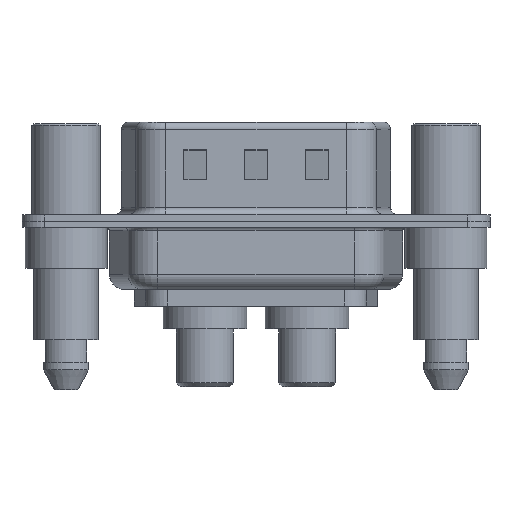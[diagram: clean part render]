
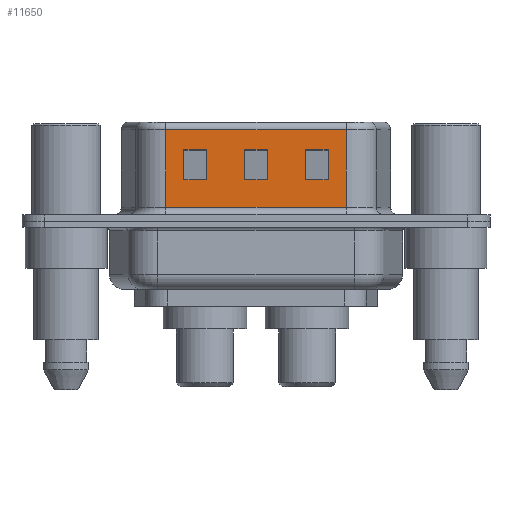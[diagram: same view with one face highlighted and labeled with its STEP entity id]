
A CAD part, front view. The second image highlights one B-rep face of the part: STEP entity #11650.
In plain terms, the highlighted planar face has unit normal (0, -1, 0).
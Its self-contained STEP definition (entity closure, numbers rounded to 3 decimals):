
#134 = FACE_BOUND ( 'NONE', #16841, .T. ) ;
#644 = EDGE_CURVE ( 'NONE', #9841, #2093, #2846, .T. ) ;
#801 = DIRECTION ( 'NONE',  ( 0., 0., -1. ) ) ;
#1170 = EDGE_LOOP ( 'NONE', ( #11878, #8165, #10627, #4412 ) ) ;
#1251 = DIRECTION ( 'NONE',  ( 1., 0., 0. ) ) ;
#1421 = LINE ( 'NONE', #15180, #4685 ) ;
#1438 = VECTOR ( 'NONE', #17213, 1000. ) ;
#1862 = CARTESIAN_POINT ( 'NONE',  ( 9.25, -4.58, 2.705 ) ) ;
#1887 = LINE ( 'NONE', #3675, #1438 ) ;
#1981 = DIRECTION ( 'NONE',  ( 1., 0., 0. ) ) ;
#2061 = VERTEX_POINT ( 'NONE', #15615 ) ;
#2092 = EDGE_CURVE ( 'NONE', #15891, #8947, #8002, .T. ) ;
#2093 = VERTEX_POINT ( 'NONE', #13316 ) ;
#2570 = CARTESIAN_POINT ( 'NONE',  ( 18.45, -4.58, 0.9 ) ) ;
#2645 = DIRECTION ( 'NONE',  ( 0., 1., 0. ) ) ;
#2846 = LINE ( 'NONE', #3435, #13378 ) ;
#2847 = VERTEX_POINT ( 'NONE', #17452 ) ;
#3185 = EDGE_CURVE ( 'NONE', #7400, #13138, #15461, .T. ) ;
#3226 = DIRECTION ( 'NONE',  ( 1., 0., 0. ) ) ;
#3435 = CARTESIAN_POINT ( 'NONE',  ( 15.75, -4.58, 6.52 ) ) ;
#3441 = VECTOR ( 'NONE', #801, 1000. ) ;
#3671 = VECTOR ( 'NONE', #16021, 1000. ) ;
#3675 = CARTESIAN_POINT ( 'NONE',  ( 17.25, -4.58, 6.52 ) ) ;
#3835 = EDGE_CURVE ( 'NONE', #7887, #9841, #13741, .T. ) ;
#4012 = CARTESIAN_POINT ( 'NONE',  ( 14.45, -4.58, 4.705 ) ) ;
#4294 = EDGE_CURVE ( 'NONE', #15202, #7860, #11815, .T. ) ;
#4412 = ORIENTED_EDGE ( 'NONE', *, *, #4294, .T. ) ;
#4685 = VECTOR ( 'NONE', #10493, 1000. ) ;
#4909 = ORIENTED_EDGE ( 'NONE', *, *, #644, .T. ) ;
#4965 = CARTESIAN_POINT ( 'NONE',  ( 13.25, -4.58, 6.52 ) ) ;
#5295 = LINE ( 'NONE', #12820, #16201 ) ;
#5484 = CARTESIAN_POINT ( 'NONE',  ( 14.45, -4.58, 2.705 ) ) ;
#5505 = ORIENTED_EDGE ( 'NONE', *, *, #6624, .T. ) ;
#5659 = VECTOR ( 'NONE', #7783, 1000. ) ;
#5676 = VERTEX_POINT ( 'NONE', #15029 ) ;
#5718 = VERTEX_POINT ( 'NONE', #7022 ) ;
#5784 = EDGE_CURVE ( 'NONE', #2061, #17644, #1421, .T. ) ;
#6400 = VECTOR ( 'NONE', #9943, 1000. ) ;
#6516 = DIRECTION ( 'NONE',  ( 0., 0., -1. ) ) ;
#6624 = EDGE_CURVE ( 'NONE', #10645, #2061, #15795, .T. ) ;
#6774 = ORIENTED_EDGE ( 'NONE', *, *, #2092, .T. ) ;
#6800 = PLANE ( 'NONE',  #12358 ) ;
#6948 = DIRECTION ( 'NONE',  ( 0., 0., 1. ) ) ;
#6971 = ORIENTED_EDGE ( 'NONE', *, *, #14495, .T. ) ;
#7022 = CARTESIAN_POINT ( 'NONE',  ( 13.25, -4.58, 4.705 ) ) ;
#7127 = FACE_OUTER_BOUND ( 'NONE', #16642, .T. ) ;
#7218 = LINE ( 'NONE', #12455, #17632 ) ;
#7244 = CARTESIAN_POINT ( 'NONE',  ( 18.45, -4.58, 6.02 ) ) ;
#7400 = VERTEX_POINT ( 'NONE', #7244 ) ;
#7423 = EDGE_CURVE ( 'NONE', #13789, #15202, #13640, .T. ) ;
#7502 = VECTOR ( 'NONE', #6516, 1000. ) ;
#7538 = FACE_BOUND ( 'NONE', #1170, .T. ) ;
#7547 = CARTESIAN_POINT ( 'NONE',  ( 18.45, -4.58, 0.9 ) ) ;
#7783 = DIRECTION ( 'NONE',  ( 0., 0., -1. ) ) ;
#7795 = CARTESIAN_POINT ( 'NONE',  ( 18.45, -4.58, 6.52 ) ) ;
#7801 = LINE ( 'NONE', #12967, #14627 ) ;
#7838 = CARTESIAN_POINT ( 'NONE',  ( 15.75, -4.58, 2.705 ) ) ;
#7842 = EDGE_CURVE ( 'NONE', #17644, #2847, #15321, .T. ) ;
#7860 = VERTEX_POINT ( 'NONE', #11014 ) ;
#7887 = VERTEX_POINT ( 'NONE', #17804 ) ;
#7928 = LINE ( 'NONE', #7795, #7502 ) ;
#7949 = ORIENTED_EDGE ( 'NONE', *, *, #12084, .T. ) ;
#8002 = LINE ( 'NONE', #2570, #10802 ) ;
#8165 = ORIENTED_EDGE ( 'NONE', *, *, #17787, .T. ) ;
#8191 = VECTOR ( 'NONE', #11132, 1000. ) ;
#8319 = ORIENTED_EDGE ( 'NONE', *, *, #3835, .T. ) ;
#8947 = VERTEX_POINT ( 'NONE', #7547 ) ;
#9037 = CARTESIAN_POINT ( 'NONE',  ( 22.45, -4.58, 2.705 ) ) ;
#9314 = LINE ( 'NONE', #11908, #5659 ) ;
#9622 = EDGE_CURVE ( 'NONE', #7860, #5718, #7801, .T. ) ;
#9810 = EDGE_CURVE ( 'NONE', #13138, #15891, #9314, .T. ) ;
#9841 = VERTEX_POINT ( 'NONE', #7838 ) ;
#9842 = ORIENTED_EDGE ( 'NONE', *, *, #7842, .T. ) ;
#9943 = DIRECTION ( 'NONE',  ( -1., 0., 0. ) ) ;
#10048 = ORIENTED_EDGE ( 'NONE', *, *, #5784, .T. ) ;
#10488 = ORIENTED_EDGE ( 'NONE', *, *, #9810, .T. ) ;
#10493 = DIRECTION ( 'NONE',  ( 0., 0., -1. ) ) ;
#10559 = CARTESIAN_POINT ( 'NONE',  ( 11.75, -4.58, 6.52 ) ) ;
#10627 = ORIENTED_EDGE ( 'NONE', *, *, #7423, .T. ) ;
#10645 = VERTEX_POINT ( 'NONE', #12746 ) ;
#10760 = FACE_BOUND ( 'NONE', #12718, .T. ) ;
#10802 = VECTOR ( 'NONE', #13546, 1000. ) ;
#10919 = CARTESIAN_POINT ( 'NONE',  ( 18.45, -4.58, 6.52 ) ) ;
#11014 = CARTESIAN_POINT ( 'NONE',  ( 11.75, -4.58, 4.705 ) ) ;
#11132 = DIRECTION ( 'NONE',  ( 0., 0., 1. ) ) ;
#11273 = CARTESIAN_POINT ( 'NONE',  ( 13.25, -4.58, 2.705 ) ) ;
#11650 = ADVANCED_FACE ( 'NONE', ( #134, #10760, #7538, #7127 ), #6800, .F. ) ;
#11714 = VECTOR ( 'NONE', #12354, 1000. ) ;
#11815 = LINE ( 'NONE', #10559, #8191 ) ;
#11848 = VECTOR ( 'NONE', #13771, 1000. ) ;
#11878 = ORIENTED_EDGE ( 'NONE', *, *, #9622, .T. ) ;
#11908 = CARTESIAN_POINT ( 'NONE',  ( 6.55, -4.58, 6.52 ) ) ;
#12049 = CARTESIAN_POINT ( 'NONE',  ( 18.45, -4.58, 6.02 ) ) ;
#12053 = CARTESIAN_POINT ( 'NONE',  ( 6.55, -4.58, 0.9 ) ) ;
#12084 = EDGE_CURVE ( 'NONE', #5676, #7887, #1887, .T. ) ;
#12172 = VECTOR ( 'NONE', #1251, 1000. ) ;
#12264 = DIRECTION ( 'NONE',  ( 0., 0., 1. ) ) ;
#12354 = DIRECTION ( 'NONE',  ( -1., 0., 0. ) ) ;
#12358 = AXIS2_PLACEMENT_3D ( 'NONE', #10919, #2645, #12264 ) ;
#12455 = CARTESIAN_POINT ( 'NONE',  ( 7.75, -4.58, 6.52 ) ) ;
#12660 = EDGE_CURVE ( 'NONE', #7400, #8947, #7928, .T. ) ;
#12718 = EDGE_LOOP ( 'NONE', ( #7949, #8319, #4909, #6971 ) ) ;
#12746 = CARTESIAN_POINT ( 'NONE',  ( 7.75, -4.58, 4.705 ) ) ;
#12820 = CARTESIAN_POINT ( 'NONE',  ( 22.45, -4.58, 4.705 ) ) ;
#12967 = CARTESIAN_POINT ( 'NONE',  ( 18.45, -4.58, 4.705 ) ) ;
#13138 = VERTEX_POINT ( 'NONE', #13777 ) ;
#13316 = CARTESIAN_POINT ( 'NONE',  ( 15.75, -4.58, 4.705 ) ) ;
#13378 = VECTOR ( 'NONE', #16469, 1000. ) ;
#13546 = DIRECTION ( 'NONE',  ( 1., 0., 0. ) ) ;
#13640 = LINE ( 'NONE', #16752, #6400 ) ;
#13741 = LINE ( 'NONE', #9037, #3671 ) ;
#13771 = DIRECTION ( 'NONE',  ( -1., 0., 0. ) ) ;
#13777 = CARTESIAN_POINT ( 'NONE',  ( 6.55, -4.58, 6.02 ) ) ;
#13789 = VERTEX_POINT ( 'NONE', #11273 ) ;
#14375 = LINE ( 'NONE', #4965, #3441 ) ;
#14495 = EDGE_CURVE ( 'NONE', #2093, #5676, #5295, .T. ) ;
#14627 = VECTOR ( 'NONE', #1981, 1000. ) ;
#14847 = ORIENTED_EDGE ( 'NONE', *, *, #12660, .F. ) ;
#15029 = CARTESIAN_POINT ( 'NONE',  ( 17.25, -4.58, 4.705 ) ) ;
#15180 = CARTESIAN_POINT ( 'NONE',  ( 9.25, -4.58, 6.52 ) ) ;
#15202 = VERTEX_POINT ( 'NONE', #17218 ) ;
#15321 = LINE ( 'NONE', #5484, #11714 ) ;
#15461 = LINE ( 'NONE', #12049, #11848 ) ;
#15566 = ORIENTED_EDGE ( 'NONE', *, *, #3185, .T. ) ;
#15615 = CARTESIAN_POINT ( 'NONE',  ( 9.25, -4.58, 4.705 ) ) ;
#15795 = LINE ( 'NONE', #4012, #12172 ) ;
#15891 = VERTEX_POINT ( 'NONE', #12053 ) ;
#15914 = ORIENTED_EDGE ( 'NONE', *, *, #16082, .T. ) ;
#16021 = DIRECTION ( 'NONE',  ( -1., 0., 0. ) ) ;
#16082 = EDGE_CURVE ( 'NONE', #2847, #10645, #7218, .T. ) ;
#16201 = VECTOR ( 'NONE', #3226, 1000. ) ;
#16469 = DIRECTION ( 'NONE',  ( 0., 0., 1. ) ) ;
#16642 = EDGE_LOOP ( 'NONE', ( #14847, #15566, #10488, #6774 ) ) ;
#16752 = CARTESIAN_POINT ( 'NONE',  ( 18.45, -4.58, 2.705 ) ) ;
#16841 = EDGE_LOOP ( 'NONE', ( #10048, #9842, #15914, #5505 ) ) ;
#17213 = DIRECTION ( 'NONE',  ( 0., 0., -1. ) ) ;
#17218 = CARTESIAN_POINT ( 'NONE',  ( 11.75, -4.58, 2.705 ) ) ;
#17452 = CARTESIAN_POINT ( 'NONE',  ( 7.75, -4.58, 2.705 ) ) ;
#17632 = VECTOR ( 'NONE', #6948, 1000. ) ;
#17644 = VERTEX_POINT ( 'NONE', #1862 ) ;
#17787 = EDGE_CURVE ( 'NONE', #5718, #13789, #14375, .T. ) ;
#17804 = CARTESIAN_POINT ( 'NONE',  ( 17.25, -4.58, 2.705 ) ) ;
